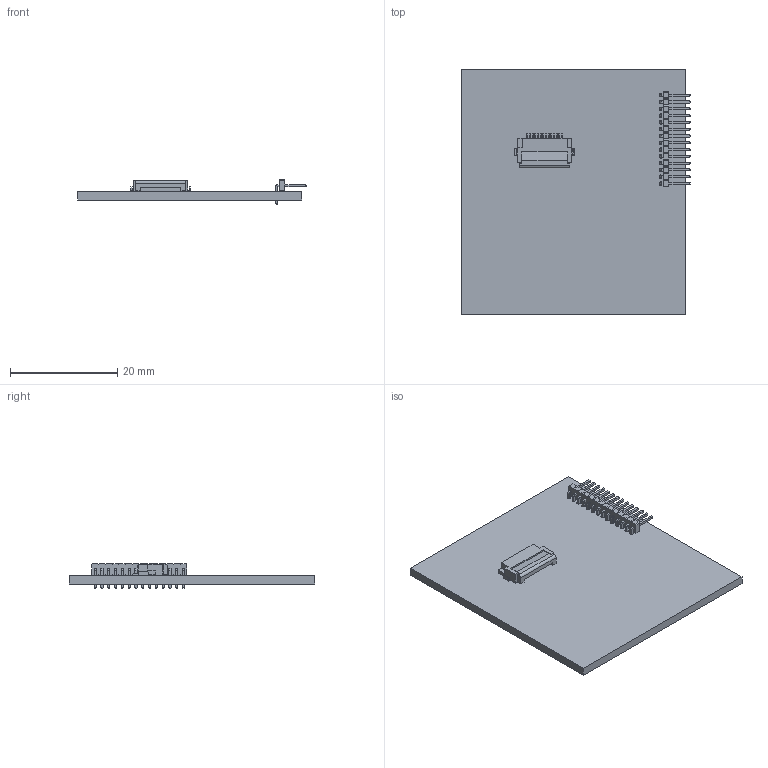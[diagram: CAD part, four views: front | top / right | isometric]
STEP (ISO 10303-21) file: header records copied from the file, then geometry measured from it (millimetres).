
FILE_DESCRIPTION(('KiCad electronic assembly'),'2;1');
FILE_NAME('NixieClock_Display_1.8.step','2024-07-11T22:17:48',('Pcbnew') ,('Kicad'),'Open CASCADE STEP processor 7.8','KiCad to STEP converter' ,'Unknown');
FILE_SCHEMA(('AUTOMOTIVE_DESIGN { 1 0 10303 214 1 1 1 1 }'));
Length unit declared in the file: millimetre
Products named in the file (6): NixieClock_Display_1.8 1; Hirose_FH12-14S-0.5SH_1x14-1MP_P0.50mm_Horizontal; Hirose_FH12_xxS_0_5SH_Parametric_v0_1; PinHeader_1x14_P1.27mm_Horizontal; PinHeader_1x14_P127mm_Horizontal; NixieClock_Display_1.8_PCB
Assembly tree (5 placements, depth 3):
  NixieClock_Display_1.8 1
    Hirose_FH12-14S-0.5SH_1x14-1MP_P0.50mm_Horizontal
      Hirose_FH12_xxS_0_5SH_Parametric_v0_1
    PinHeader_1x14_P1.27mm_Horizontal
      PinHeader_1x14_P127mm_Horizontal
    NixieClock_Display_1.8_PCB
Bounding box: 42.71 x 45.85 x 4.5 mm (x, y, z)
Volume: 3229.6 mm3; surface area: 4815.1 mm2
Topology: 5 solids, 5 shells, 626 faces, 1648 edges, 1060 vertices
Faces by surface type: plane 575, cylinder 51
Full cylindrical faces by diameter (mm): 0.65 x14
Entity records: 21711 total; most frequent: CARTESIAN_POINT 3340, ORIENTED_EDGE 3296, DIRECTION 3014, EDGE_CURVE 1648, LINE 1546, VECTOR 1546, VERTEX_POINT 1060, AXIS2_PLACEMENT_3D 734
